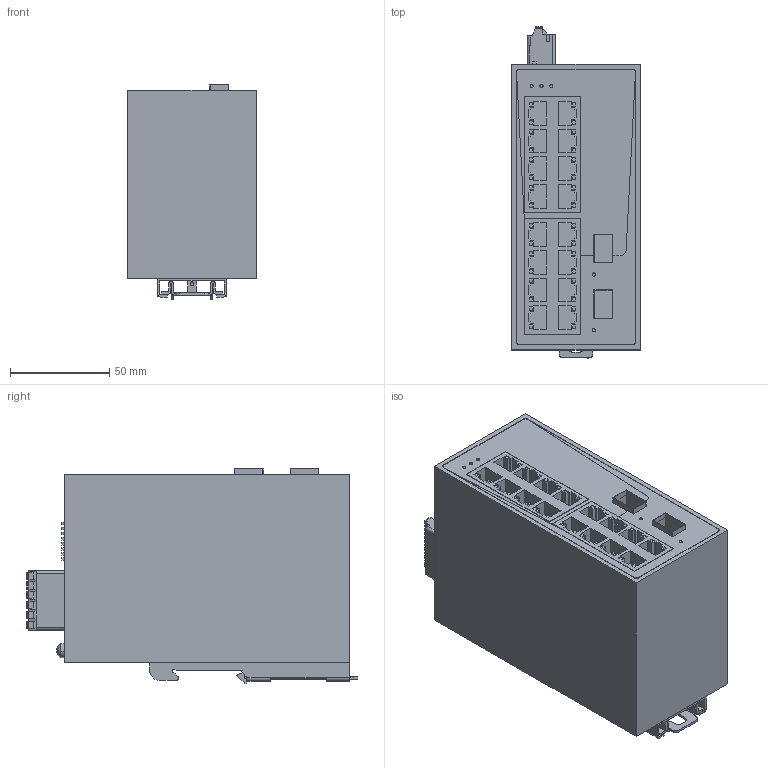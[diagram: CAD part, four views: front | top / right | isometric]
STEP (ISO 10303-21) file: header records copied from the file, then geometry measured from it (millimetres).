
FILE_DESCRIPTION(('CATIA V5 STEP Exchange','CAx-IF Rec.Pracs.--- Model Styling and Organization---1.5--- 2016-08-15','CAx-IF Rec.Pracs.---Supplemental Geometry---1.0---2011-11-01','CAx-IF Rec.Pracs.--- Composite Materials ---1.1---2010-07-15'),'2;1');
FILE_NAME ('D1623681_0', '2024-08-14T08:29:54+00:00', ('none'), ('Weidmueller'), 'CATIA Version 5-6 Release 2022 SP4 HF5', 'CATIA V5 STEP AP214 v3', 'none');
FILE_SCHEMA(('AUTOMOTIVE_DESIGN { 1 0 10303 214 1 1 1 1 }'));
Length unit declared in the file: millimetre
Products named in the file (1): IE_SW_BLB_18_16TX_2GESFP
Bounding box: 65 x 167.38 x 108.07 mm (x, y, z)
Volume: 876451.3 mm3; surface area: 80851.2 mm2
Topology: 1 solids, 3 shells, 1005 faces, 2843 edges, 1935 vertices
Faces by surface type: plane 857, cylinder 108, extrusion 26, torus 12, sphere 2
Entity records: 32257 total; most frequent: CARTESIAN_POINT 6963, ORIENTED_EDGE 5686, DIRECTION 3831, EDGE_CURVE 2843, VECTOR 2348, LINE 2322, VERTEX_POINT 1935, EDGE_LOOP 1098
